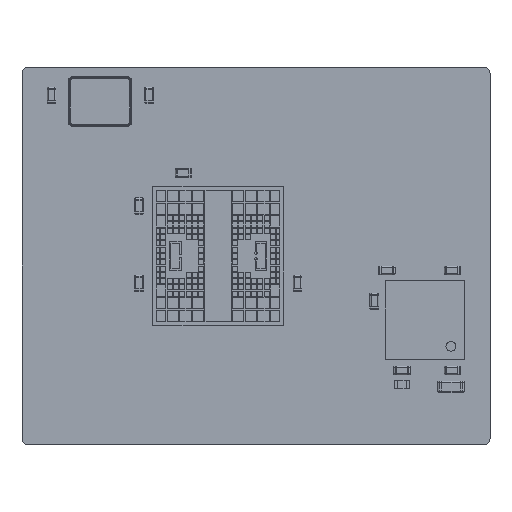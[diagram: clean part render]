
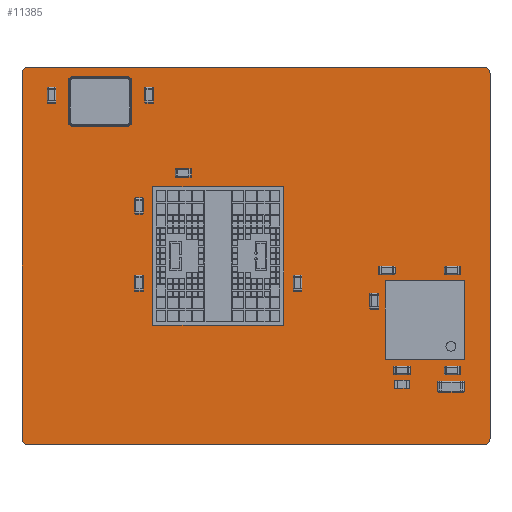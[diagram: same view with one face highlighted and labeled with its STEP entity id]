
A CAD part, top view. The second image highlights one B-rep face of the part: STEP entity #11385.
In plain terms, the highlighted planar face has unit normal (0, 0, 1).
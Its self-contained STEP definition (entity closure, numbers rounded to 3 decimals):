
#276 = VECTOR ( 'NONE', #61697, 1000. ) ;
#2748 = DIRECTION ( 'NONE',  ( 0., 1., 0. ) ) ;
#3022 = DIRECTION ( 'NONE',  ( 0., -1., 0. ) ) ;
#6294 = DIRECTION ( 'NONE',  ( 0., -1., 0. ) ) ;
#6658 = EDGE_CURVE ( 'NONE', #54817, #33031, #71513, .T. ) ;
#7757 = DIRECTION ( 'NONE',  ( -1., -0.003, 0. ) ) ;
#9091 = LINE ( 'NONE', #64079, #43969 ) ;
#10296 = DIRECTION ( 'NONE',  ( 0., 0., -1. ) ) ;
#10748 = CARTESIAN_POINT ( 'NONE',  ( 18.351, 14.751, 0. ) ) ;
#11385 = ADVANCED_FACE ( 'NONE', ( #77724 ), #84797, .F. ) ;
#11478 = CARTESIAN_POINT ( 'NONE',  ( 0.249, 0.249, 0. ) ) ;
#12024 = EDGE_CURVE ( 'NONE', #85118, #20514, #13013, .T. ) ;
#12274 = DIRECTION ( 'NONE',  ( -1., 0., 0. ) ) ;
#12749 = AXIS2_PLACEMENT_3D ( 'NONE', #51010, #56373, #3022 ) ;
#12939 = VECTOR ( 'NONE', #6294, 1000. ) ;
#13013 = LINE ( 'NONE', #67543, #12939 ) ;
#15677 = CARTESIAN_POINT ( 'NONE',  ( 0., 0.25, 0. ) ) ;
#18337 = DIRECTION ( 'NONE',  ( 0., 0., -1. ) ) ;
#18992 = LINE ( 'NONE', #46323, #78050 ) ;
#20299 = CARTESIAN_POINT ( 'NONE',  ( 0.249, 14.751, 0. ) ) ;
#20514 = VERTEX_POINT ( 'NONE', #70084 ) ;
#22091 = CIRCLE ( 'NONE', #67764, 0.249 ) ;
#23092 = CARTESIAN_POINT ( 'NONE',  ( 0.25, 0., 0. ) ) ;
#23388 = CARTESIAN_POINT ( 'NONE',  ( 0.25, 15., 0. ) ) ;
#23966 = EDGE_CURVE ( 'NONE', #83213, #54817, #9091, .T. ) ;
#25033 = CARTESIAN_POINT ( 'NONE',  ( 18.351, 0.249, 0. ) ) ;
#28514 = ORIENTED_EDGE ( 'NONE', *, *, #34218, .F. ) ;
#29354 = CIRCLE ( 'NONE', #87695, 0.249 ) ;
#29839 = CARTESIAN_POINT ( 'NONE',  ( 18.6, 14.75, 0. ) ) ;
#30001 = CIRCLE ( 'NONE', #74213, 0.249 ) ;
#33031 = VERTEX_POINT ( 'NONE', #23388 ) ;
#33520 = EDGE_CURVE ( 'NONE', #33031, #53867, #34413, .T. ) ;
#34218 = EDGE_CURVE ( 'NONE', #20514, #41451, #22091, .T. ) ;
#34413 = LINE ( 'NONE', #82150, #276 ) ;
#41451 = VERTEX_POINT ( 'NONE', #78843 ) ;
#42004 = ORIENTED_EDGE ( 'NONE', *, *, #12024, .F. ) ;
#43969 = VECTOR ( 'NONE', #2748, 1000. ) ;
#45647 = DIRECTION ( 'NONE',  ( 1., 0.003, 0. ) ) ;
#46323 = CARTESIAN_POINT ( 'NONE',  ( 18.35, 0., 0. ) ) ;
#47307 = DIRECTION ( 'NONE',  ( 0.003, -1., 0. ) ) ;
#51010 = CARTESIAN_POINT ( 'NONE',  ( 9.3, 7.5, 0. ) ) ;
#53867 = VERTEX_POINT ( 'NONE', #79694 ) ;
#54817 = VERTEX_POINT ( 'NONE', #87702 ) ;
#55591 = EDGE_CURVE ( 'NONE', #41451, #70197, #18992, .T. ) ;
#56373 = DIRECTION ( 'NONE',  ( 0., 0., -1. ) ) ;
#58215 = ORIENTED_EDGE ( 'NONE', *, *, #6658, .F. ) ;
#59197 = ORIENTED_EDGE ( 'NONE', *, *, #33520, .F. ) ;
#60313 = EDGE_CURVE ( 'NONE', #70197, #83213, #29354, .T. ) ;
#61697 = DIRECTION ( 'NONE',  ( 1., 0., 0. ) ) ;
#64079 = CARTESIAN_POINT ( 'NONE',  ( 0., 0.25, 0. ) ) ;
#67543 = CARTESIAN_POINT ( 'NONE',  ( 18.6, 14.75, 0. ) ) ;
#67764 = AXIS2_PLACEMENT_3D ( 'NONE', #25033, #18337, #45647 ) ;
#68551 = DIRECTION ( 'NONE',  ( 0., 0., -1. ) ) ;
#70084 = CARTESIAN_POINT ( 'NONE',  ( 18.6, 0.25, 0. ) ) ;
#70197 = VERTEX_POINT ( 'NONE', #23092 ) ;
#71513 = CIRCLE ( 'NONE', #75831, 0.249 ) ;
#74213 = AXIS2_PLACEMENT_3D ( 'NONE', #10748, #10296, #86176 ) ;
#74488 = EDGE_LOOP ( 'NONE', ( #78547, #81415, #28514, #42004, #75594, #59197, #58215, #82290 ) ) ;
#75594 = ORIENTED_EDGE ( 'NONE', *, *, #83300, .F. ) ;
#75831 = AXIS2_PLACEMENT_3D ( 'NONE', #20299, #68551, #7757 ) ;
#77724 = FACE_OUTER_BOUND ( 'NONE', #74488, .T. ) ;
#78050 = VECTOR ( 'NONE', #12274, 1000. ) ;
#78547 = ORIENTED_EDGE ( 'NONE', *, *, #60313, .F. ) ;
#78843 = CARTESIAN_POINT ( 'NONE',  ( 18.35, 0., 0. ) ) ;
#79694 = CARTESIAN_POINT ( 'NONE',  ( 18.35, 15., 0. ) ) ;
#81415 = ORIENTED_EDGE ( 'NONE', *, *, #55591, .F. ) ;
#82150 = CARTESIAN_POINT ( 'NONE',  ( 0.25, 15., 0. ) ) ;
#82290 = ORIENTED_EDGE ( 'NONE', *, *, #23966, .F. ) ;
#83213 = VERTEX_POINT ( 'NONE', #15677 ) ;
#83300 = EDGE_CURVE ( 'NONE', #53867, #85118, #30001, .T. ) ;
#84797 = PLANE ( 'NONE',  #12749 ) ;
#85118 = VERTEX_POINT ( 'NONE', #29839 ) ;
#86176 = DIRECTION ( 'NONE',  ( -0.003, 1., 0. ) ) ;
#86497 = DIRECTION ( 'NONE',  ( 0., 0., -1. ) ) ;
#87695 = AXIS2_PLACEMENT_3D ( 'NONE', #11478, #86497, #47307 ) ;
#87702 = CARTESIAN_POINT ( 'NONE',  ( 0., 14.75, 0. ) ) ;
